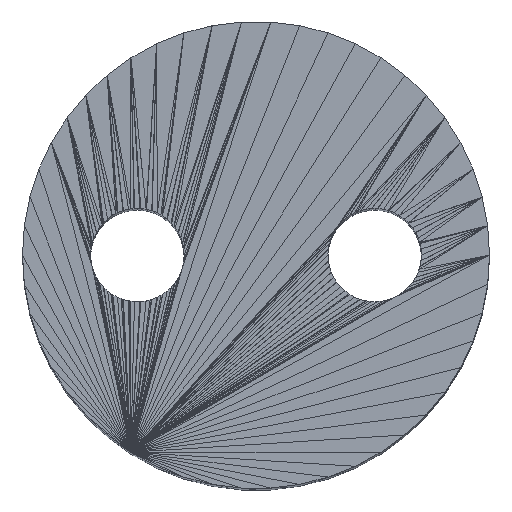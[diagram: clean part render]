
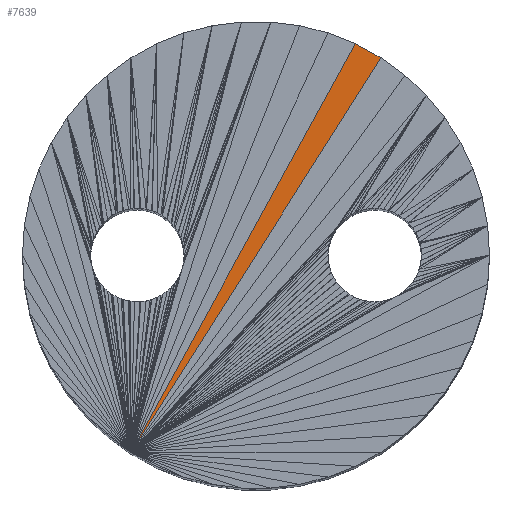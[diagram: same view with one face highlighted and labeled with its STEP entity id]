
A CAD part, top view. The second image highlights one B-rep face of the part: STEP entity #7639.
In plain terms, the highlighted planar face has unit normal (0, 0, 1).
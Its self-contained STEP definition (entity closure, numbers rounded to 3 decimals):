
#1484 = VERTEX_POINT('',#1485);
#1485 = CARTESIAN_POINT('',(-1.34,-2.111,
    11.9));
#7598 = EDGE_CURVE('',#1484,#7599,#7601,.T.);
#7599 = VERTEX_POINT('',#7600);
#7600 = CARTESIAN_POINT('',(1.064,2.262,11.9
    ));
#7601 = LINE('',#7602,#7603);
#7602 = CARTESIAN_POINT('',(-1.34,-2.111,
    11.9));
#7603 = VECTOR('',#7604,1.);
#7604 = DIRECTION('',(0.482,0.876,0.));
#7639 = ADVANCED_FACE('',(#7640),#7657,.T.);
#7640 = FACE_BOUND('',#7641,.T.);
#7641 = EDGE_LOOP('',(#7642,#7643,#7651));
#7642 = ORIENTED_EDGE('',*,*,#7598,.F.);
#7643 = ORIENTED_EDGE('',*,*,#7644,.T.);
#7644 = EDGE_CURVE('',#1484,#7645,#7647,.T.);
#7645 = VERTEX_POINT('',#7646);
#7646 = CARTESIAN_POINT('',(1.34,2.111,11.9
    ));
#7647 = LINE('',#7648,#7649);
#7648 = CARTESIAN_POINT('',(-1.34,-2.111,
    11.9));
#7649 = VECTOR('',#7650,1.);
#7650 = DIRECTION('',(0.536,0.844,0.));
#7651 = ORIENTED_EDGE('',*,*,#7652,.T.);
#7652 = EDGE_CURVE('',#7645,#7599,#7653,.T.);
#7653 = LINE('',#7654,#7655);
#7654 = CARTESIAN_POINT('',(1.34,2.111,11.9
    ));
#7655 = VECTOR('',#7656,1.);
#7656 = DIRECTION('',(-0.876,0.482,0.));
#7657 = PLANE('',#7658);
#7658 = AXIS2_PLACEMENT_3D('',#7659,#7660,#7661);
#7659 = CARTESIAN_POINT('',(-0.03,0.103,
    11.9));
#7660 = DIRECTION('',(0.,0.,1.));
#7661 = DIRECTION('',(1.,0.,0.));
